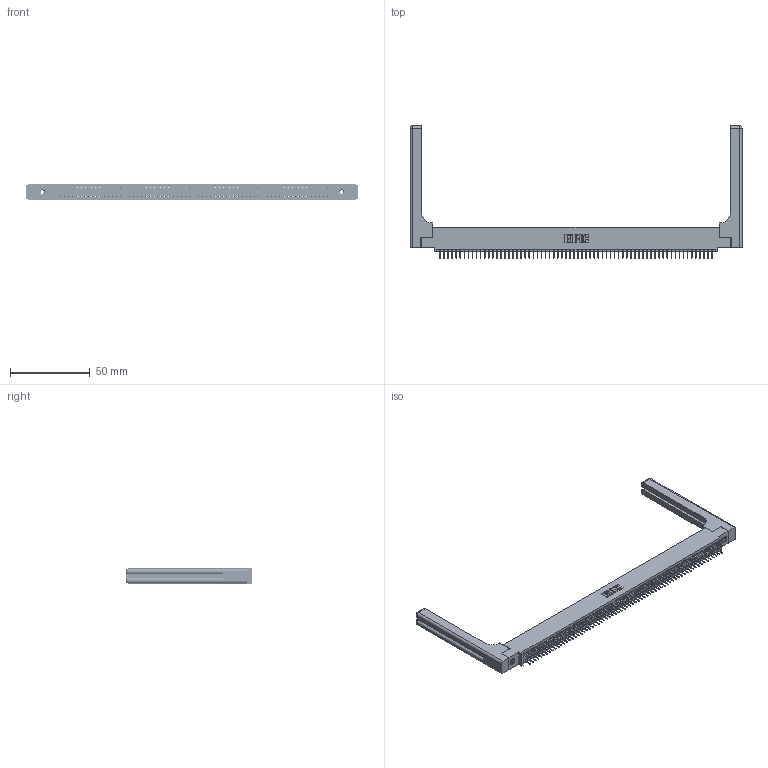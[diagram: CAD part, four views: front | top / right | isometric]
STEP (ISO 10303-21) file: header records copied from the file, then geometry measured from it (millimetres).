
FILE_DESCRIPTION (( 'STEP AP203' ), '1' );
FILE_NAME ('345-136-524-558.STEP', '2019-11-08T07:48:47', ( '' ), ( '' ), 'SwSTEP 2.0', 'SolidWorks 2016', '' );
FILE_SCHEMA (( 'CONFIG_CONTROL_DESIGN' ));
Length unit declared in the file: inch
Products named in the file (5): 345 Part_0.110 Offset - 0.156 Dia-TH; 345-292-001_345-293-124; 345-220-058_345-220-058; 345-136-524-558; 345-250-001_345-250-001-102
Assembly tree (141 placements, depth 2):
  345-136-524-558
    345 Part_0.110 Offset - 0.156 Dia-TH
    345-292-001_345-293-124  x136
    345-250-001_345-250-001-102  x2
    345-220-058_345-220-058  x2
Bounding box: 207.75 x 83.11 x 9.4 mm (x, y, z)
Volume: 28618 mm3; surface area: 34886.5 mm2
Topology: 141 solids, 141 shells, 7730 faces, 21827 edges, 13986 vertices
Faces by surface type: plane 5536, cylinder 2134, bspline 36, cone 12, sphere 8, torus 4
Entity records: 55242 total; most frequent: CARTESIAN_POINT 10229, ORIENTED_EDGE 8960, DIRECTION 7920, EDGE_CURVE 4480, VECTOR 3988, LINE 3988, VERTEX_POINT 2974, AXIS2_PLACEMENT_3D 1966
